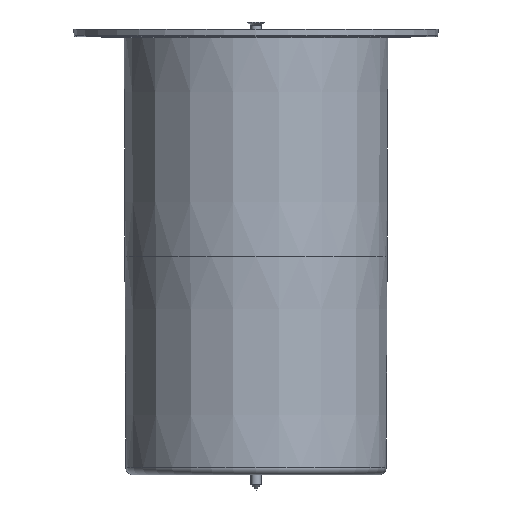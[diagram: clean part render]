
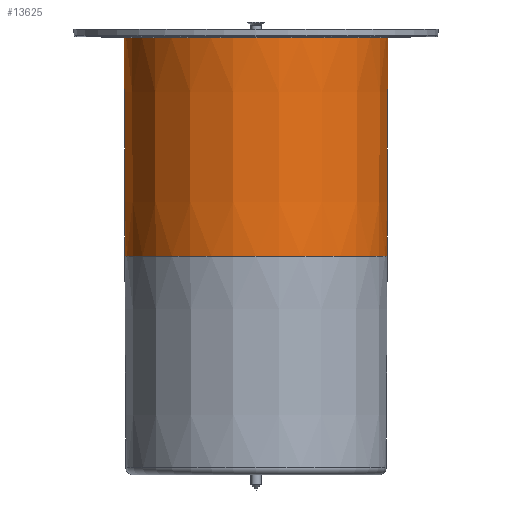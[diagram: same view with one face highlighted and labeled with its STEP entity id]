
A CAD part, left-side view. The second image highlights one B-rep face of the part: STEP entity #13625.
In plain terms, the highlighted conical face has half-angle 0.191 degrees and reference radius 902.5 mm.
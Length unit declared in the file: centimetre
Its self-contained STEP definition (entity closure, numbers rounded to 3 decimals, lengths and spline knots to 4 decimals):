
#1435=CONICAL_SURFACE('',#15064,90.25,0.003);
#2299=FACE_OUTER_BOUND('',#3191,.T.);
#3191=EDGE_LOOP('',(#12365,#12366,#12367,#12368));
#3765=LINE('',#35486,#4335);
#4335=VECTOR('',#18473,90.25);
#5073=CIRCLE('',#15065,90.5);
#5074=CIRCLE('',#15066,90.);
#6261=VERTEX_POINT('',#35483);
#6262=VERTEX_POINT('',#35485);
#8305=EDGE_CURVE('',#6261,#6261,#5073,.T.);
#8306=EDGE_CURVE('',#6261,#6262,#3765,.T.);
#8307=EDGE_CURVE('',#6262,#6262,#5074,.T.);
#12365=ORIENTED_EDGE('',*,*,#8305,.F.);
#12366=ORIENTED_EDGE('',*,*,#8306,.T.);
#12367=ORIENTED_EDGE('',*,*,#8307,.F.);
#12368=ORIENTED_EDGE('',*,*,#8306,.F.);
#13625=ADVANCED_FACE('',(#2299),#1435,.T.);
#15064=AXIS2_PLACEMENT_3D('',#35482,#18469,#18470);
#15065=AXIS2_PLACEMENT_3D('',#35484,#18471,#18472);
#15066=AXIS2_PLACEMENT_3D('',#35487,#18474,#18475);
#18469=DIRECTION('center_axis',(0.,0.,1.));
#18470=DIRECTION('ref_axis',(0.,-1.,0.));
#18471=DIRECTION('center_axis',(0.,0.,1.));
#18472=DIRECTION('ref_axis',(0.,1.,0.));
#18473=DIRECTION('',(0.,-0.003,-1.));
#18474=DIRECTION('center_axis',(0.,0.,-1.));
#18475=DIRECTION('ref_axis',(0.,-1.,0.));
#35482=CARTESIAN_POINT('Origin',(0.,0.,245.0024));
#35483=CARTESIAN_POINT('',(0.,90.5,320.0024));
#35484=CARTESIAN_POINT('Origin',(0.,0.,320.0024));
#35485=CARTESIAN_POINT('',(0.,90.,170.0024));
#35486=CARTESIAN_POINT('',(0.,90.25,245.0024));
#35487=CARTESIAN_POINT('Origin',(0.,0.,170.0024));
